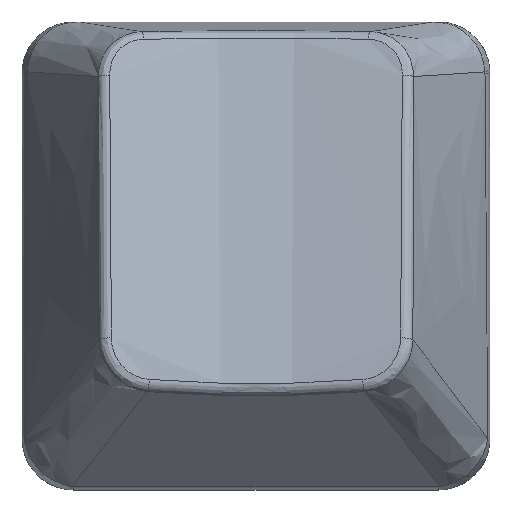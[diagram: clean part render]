
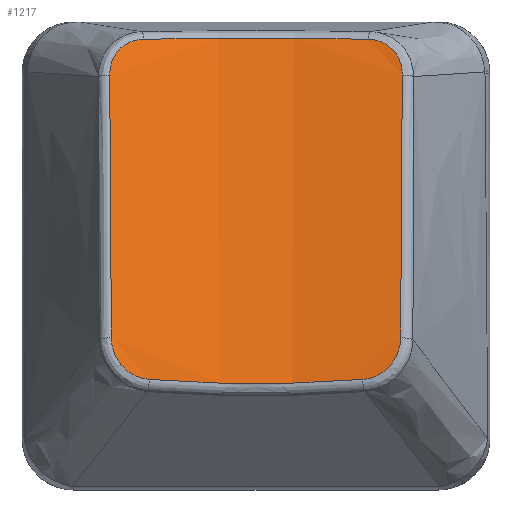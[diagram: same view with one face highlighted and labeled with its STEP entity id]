
A CAD part, top view. The second image highlights one B-rep face of the part: STEP entity #1217.
In plain terms, the highlighted free-form (B-spline) face has degree [1, 2] with [2, 3] control points.
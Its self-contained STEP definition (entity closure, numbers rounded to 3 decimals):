
#14=(
BOUNDED_SURFACE()
B_SPLINE_SURFACE(1,2,((#3203,#3204,#3205),(#3206,#3207,#3208)),
 .UNSPECIFIED.,.F.,.F.,.F.)
B_SPLINE_SURFACE_WITH_KNOTS((2,2),(3,3),(-0.346,0.302),
(-1.837,-1.305),.UNSPECIFIED.)
GEOMETRIC_REPRESENTATION_ITEM()
RATIONAL_B_SPLINE_SURFACE(((1.,0.965,1.),(1.,0.965,
1.)))
REPRESENTATION_ITEM('')
SURFACE()
);
#240=FACE_OUTER_BOUND('',#316,.T.);
#316=EDGE_LOOP('',(#1059,#1060,#1061,#1062,#1063,#1064,#1065,#1066));
#399=B_SPLINE_CURVE_WITH_KNOTS('',3,(#2886,#2887,#2888,#2889),
 .UNSPECIFIED.,.F.,.F.,(4,4),(0.,0.847),.UNSPECIFIED.);
#400=B_SPLINE_CURVE_WITH_KNOTS('',3,(#2917,#2918,#2919,#2920,#2921),
 .UNSPECIFIED.,.F.,.F.,(4,1,4),(0.,0.104,
0.244),.UNSPECIFIED.);
#401=B_SPLINE_CURVE_WITH_KNOTS('',3,(#2944,#2945,#2946,#2947),
 .UNSPECIFIED.,.F.,.F.,(4,4),(0.,1.061),
 .UNSPECIFIED.);
#403=B_SPLINE_CURVE_WITH_KNOTS('',3,(#2987,#2988,#2989,#2990,#2991,#2992),
 .UNSPECIFIED.,.F.,.F.,(4,1,1,4),(0.,0.098,0.163,
0.228),.UNSPECIFIED.);
#405=B_SPLINE_CURVE_WITH_KNOTS('',3,(#3020,#3021,#3022,#3023),
 .UNSPECIFIED.,.F.,.F.,(4,4),(0.,0.893),
 .UNSPECIFIED.);
#407=B_SPLINE_CURVE_WITH_KNOTS('',3,(#3063,#3064,#3065,#3066,#3067,#3068),
 .UNSPECIFIED.,.F.,.F.,(4,1,1,4),(0.,0.065,0.13,
0.228),.UNSPECIFIED.);
#409=B_SPLINE_CURVE_WITH_KNOTS('',3,(#3096,#3097,#3098,#3099),
 .UNSPECIFIED.,.F.,.F.,(4,4),(0.,1.061),.UNSPECIFIED.);
#411=B_SPLINE_CURVE_WITH_KNOTS('',3,(#3130,#3131,#3132,#3133,#3134),
 .UNSPECIFIED.,.F.,.F.,(4,1,4),(0.,0.139,
0.244),.UNSPECIFIED.);
#548=VERTEX_POINT('',#2882);
#549=VERTEX_POINT('',#2884);
#550=VERTEX_POINT('',#2915);
#551=VERTEX_POINT('',#2942);
#552=VERTEX_POINT('',#2978);
#554=VERTEX_POINT('',#3013);
#556=VERTEX_POINT('',#3054);
#558=VERTEX_POINT('',#3089);
#716=EDGE_CURVE('',#549,#548,#399,.T.);
#718=EDGE_CURVE('',#548,#550,#400,.T.);
#720=EDGE_CURVE('',#550,#551,#401,.T.);
#723=EDGE_CURVE('',#551,#552,#403,.T.);
#726=EDGE_CURVE('',#552,#554,#405,.T.);
#729=EDGE_CURVE('',#554,#556,#407,.T.);
#732=EDGE_CURVE('',#556,#558,#409,.T.);
#734=EDGE_CURVE('',#558,#549,#411,.T.);
#1059=ORIENTED_EDGE('',*,*,#716,.F.);
#1060=ORIENTED_EDGE('',*,*,#734,.F.);
#1061=ORIENTED_EDGE('',*,*,#732,.F.);
#1062=ORIENTED_EDGE('',*,*,#729,.F.);
#1063=ORIENTED_EDGE('',*,*,#726,.F.);
#1064=ORIENTED_EDGE('',*,*,#723,.F.);
#1065=ORIENTED_EDGE('',*,*,#720,.F.);
#1066=ORIENTED_EDGE('',*,*,#718,.F.);
#1217=ADVANCED_FACE('',(#240),#14,.T.);
#2882=CARTESIAN_POINT('',(-4.141,-4.808,8.506));
#2884=CARTESIAN_POINT('',(4.141,-4.808,8.506));
#2886=CARTESIAN_POINT('Ctrl Pts',(4.141,-4.808,8.506));
#2887=CARTESIAN_POINT('Ctrl Pts',(1.411,-5.019,8.048));
#2888=CARTESIAN_POINT('Ctrl Pts',(-1.411,-5.019,8.048));
#2889=CARTESIAN_POINT('Ctrl Pts',(-4.141,-4.808,8.506));
#2915=CARTESIAN_POINT('',(-5.613,-3.199,8.377));
#2917=CARTESIAN_POINT('Ctrl Pts',(-4.141,-4.808,8.506));
#2918=CARTESIAN_POINT('Ctrl Pts',(-4.478,-4.782,8.563));
#2919=CARTESIAN_POINT('Ctrl Pts',(-5.254,-4.447,8.637));
#2920=CARTESIAN_POINT('Ctrl Pts',(-5.611,-3.646,8.504));
#2921=CARTESIAN_POINT('Ctrl Pts',(-5.613,-3.199,8.377));
#2942=CARTESIAN_POINT('',(-5.677,7.008,5.467));
#2944=CARTESIAN_POINT('Ctrl Pts',(-5.613,-3.199,8.377));
#2945=CARTESIAN_POINT('Ctrl Pts',(-5.628,0.203,7.405));
#2946=CARTESIAN_POINT('Ctrl Pts',(-5.647,3.605,6.435));
#2947=CARTESIAN_POINT('Ctrl Pts',(-5.677,7.008,5.467));
#2978=CARTESIAN_POINT('',(-4.357,8.404,4.76));
#2987=CARTESIAN_POINT('Ctrl Pts',(-5.677,7.008,5.467));
#2988=CARTESIAN_POINT('Ctrl Pts',(-5.68,7.322,5.378));
#2989=CARTESIAN_POINT('Ctrl Pts',(-5.531,7.838,5.189));
#2990=CARTESIAN_POINT('Ctrl Pts',(-4.977,8.306,4.919));
#2991=CARTESIAN_POINT('Ctrl Pts',(-4.566,8.4,4.803));
#2992=CARTESIAN_POINT('Ctrl Pts',(-4.357,8.404,4.76));
#3013=CARTESIAN_POINT('',(4.357,8.404,4.76));
#3020=CARTESIAN_POINT('Ctrl Pts',(-4.357,8.404,4.76));
#3021=CARTESIAN_POINT('Ctrl Pts',(-1.493,8.459,4.171));
#3022=CARTESIAN_POINT('Ctrl Pts',(1.493,8.459,4.171));
#3023=CARTESIAN_POINT('Ctrl Pts',(4.357,8.404,4.76));
#3054=CARTESIAN_POINT('',(5.677,7.008,5.467));
#3063=CARTESIAN_POINT('Ctrl Pts',(4.357,8.404,4.76));
#3064=CARTESIAN_POINT('Ctrl Pts',(4.566,8.4,4.803));
#3065=CARTESIAN_POINT('Ctrl Pts',(4.977,8.306,4.919));
#3066=CARTESIAN_POINT('Ctrl Pts',(5.531,7.838,5.189));
#3067=CARTESIAN_POINT('Ctrl Pts',(5.68,7.322,5.378));
#3068=CARTESIAN_POINT('Ctrl Pts',(5.677,7.008,5.467));
#3089=CARTESIAN_POINT('',(5.613,-3.199,8.377));
#3096=CARTESIAN_POINT('Ctrl Pts',(5.677,7.008,5.467));
#3097=CARTESIAN_POINT('Ctrl Pts',(5.647,3.605,6.435));
#3098=CARTESIAN_POINT('Ctrl Pts',(5.628,0.203,7.405));
#3099=CARTESIAN_POINT('Ctrl Pts',(5.613,-3.199,8.377));
#3130=CARTESIAN_POINT('Ctrl Pts',(5.613,-3.199,8.377));
#3131=CARTESIAN_POINT('Ctrl Pts',(5.611,-3.646,8.504));
#3132=CARTESIAN_POINT('Ctrl Pts',(5.254,-4.447,8.637));
#3133=CARTESIAN_POINT('Ctrl Pts',(4.478,-4.782,8.563));
#3134=CARTESIAN_POINT('Ctrl Pts',(4.141,-4.808,8.506));
#3203=CARTESIAN_POINT('Ctrl Pts',(-5.679,8.653,4.995));
#3204=CARTESIAN_POINT('Ctrl Pts',(0.,8.255,
3.605));
#3205=CARTESIAN_POINT('Ctrl Pts',(5.678,8.653,4.995));
#3206=CARTESIAN_POINT('Ctrl Pts',(-5.679,-4.789,8.85));
#3207=CARTESIAN_POINT('Ctrl Pts',(0.,-5.188,
7.46));
#3208=CARTESIAN_POINT('Ctrl Pts',(5.678,-4.789,8.85));
